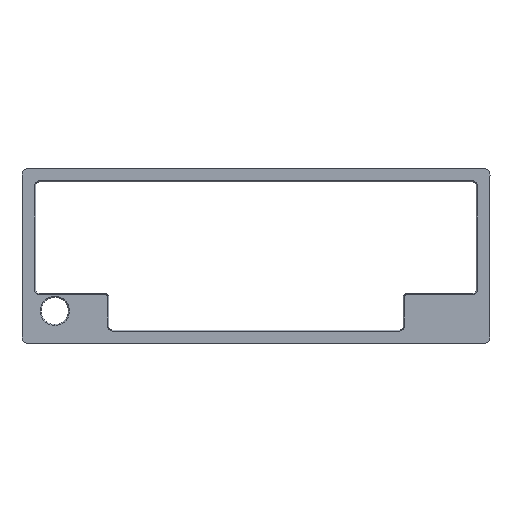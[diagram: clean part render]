
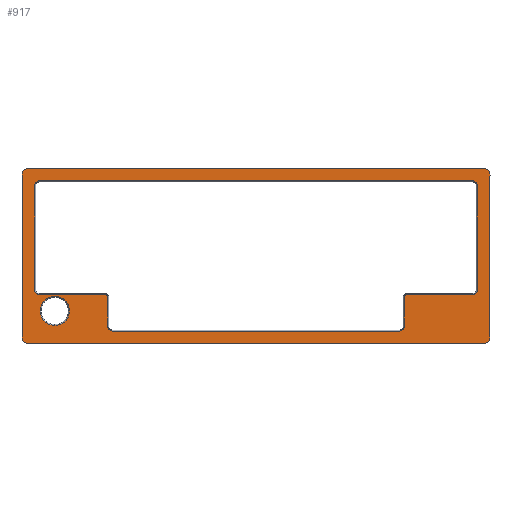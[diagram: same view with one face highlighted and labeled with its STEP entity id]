
A CAD part, top view. The second image highlights one B-rep face of the part: STEP entity #917.
In plain terms, the highlighted planar face has unit normal (0, 0, 1).
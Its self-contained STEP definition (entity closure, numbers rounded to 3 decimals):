
#36=FACE_BOUND('',#140,.T.);
#37=FACE_BOUND('',#141,.T.);
#48=PLANE('',#981);
#79=FACE_OUTER_BOUND('',#139,.T.);
#139=EDGE_LOOP('',(#645,#646,#647,#648,#649,#650,#651,#652));
#140=EDGE_LOOP('',(#653,#654,#655,#656,#657,#658,#659,#660,#661,#662,#663,
#664,#665,#666,#667,#668));
#141=EDGE_LOOP('',(#669));
#211=LINE('',#1407,#293);
#212=LINE('',#1411,#294);
#213=LINE('',#1415,#295);
#214=LINE('',#1418,#296);
#215=LINE('',#1421,#297);
#216=LINE('',#1425,#298);
#217=LINE('',#1429,#299);
#218=LINE('',#1433,#300);
#219=LINE('',#1437,#301);
#220=LINE('',#1441,#302);
#221=LINE('',#1445,#303);
#222=LINE('',#1449,#304);
#293=VECTOR('',#1102,10.);
#294=VECTOR('',#1105,10.);
#295=VECTOR('',#1108,10.);
#296=VECTOR('',#1111,10.);
#297=VECTOR('',#1112,10.);
#298=VECTOR('',#1115,10.);
#299=VECTOR('',#1118,10.);
#300=VECTOR('',#1121,10.);
#301=VECTOR('',#1124,10.);
#302=VECTOR('',#1127,10.);
#303=VECTOR('',#1130,10.);
#304=VECTOR('',#1133,10.);
#374=CIRCLE('',#979,7.625);
#376=CIRCLE('',#982,3.5);
#377=CIRCLE('',#983,3.5);
#378=CIRCLE('',#984,3.5);
#379=CIRCLE('',#985,3.5);
#380=CIRCLE('',#986,2.5);
#381=CIRCLE('',#987,2.5);
#382=CIRCLE('',#988,2.5);
#383=CIRCLE('',#989,2.5);
#384=CIRCLE('',#990,1.5);
#385=CIRCLE('',#991,2.5);
#386=CIRCLE('',#992,2.5);
#387=CIRCLE('',#993,1.5);
#425=VERTEX_POINT('',#1397);
#427=VERTEX_POINT('',#1403);
#428=VERTEX_POINT('',#1404);
#429=VERTEX_POINT('',#1406);
#430=VERTEX_POINT('',#1408);
#431=VERTEX_POINT('',#1410);
#432=VERTEX_POINT('',#1412);
#433=VERTEX_POINT('',#1414);
#434=VERTEX_POINT('',#1416);
#435=VERTEX_POINT('',#1419);
#436=VERTEX_POINT('',#1420);
#437=VERTEX_POINT('',#1422);
#438=VERTEX_POINT('',#1424);
#439=VERTEX_POINT('',#1426);
#440=VERTEX_POINT('',#1428);
#441=VERTEX_POINT('',#1430);
#442=VERTEX_POINT('',#1432);
#443=VERTEX_POINT('',#1434);
#444=VERTEX_POINT('',#1436);
#445=VERTEX_POINT('',#1438);
#446=VERTEX_POINT('',#1440);
#447=VERTEX_POINT('',#1442);
#448=VERTEX_POINT('',#1444);
#449=VERTEX_POINT('',#1446);
#450=VERTEX_POINT('',#1448);
#508=EDGE_CURVE('',#425,#425,#374,.T.);
#511=EDGE_CURVE('',#427,#428,#376,.T.);
#512=EDGE_CURVE('',#428,#429,#211,.T.);
#513=EDGE_CURVE('',#429,#430,#377,.T.);
#514=EDGE_CURVE('',#430,#431,#212,.T.);
#515=EDGE_CURVE('',#431,#432,#378,.T.);
#516=EDGE_CURVE('',#432,#433,#213,.T.);
#517=EDGE_CURVE('',#433,#434,#379,.T.);
#518=EDGE_CURVE('',#434,#427,#214,.T.);
#519=EDGE_CURVE('',#435,#436,#215,.T.);
#520=EDGE_CURVE('',#437,#435,#380,.T.);
#521=EDGE_CURVE('',#438,#437,#216,.T.);
#522=EDGE_CURVE('',#439,#438,#381,.T.);
#523=EDGE_CURVE('',#440,#439,#217,.T.);
#524=EDGE_CURVE('',#441,#440,#382,.T.);
#525=EDGE_CURVE('',#442,#441,#218,.T.);
#526=EDGE_CURVE('',#443,#442,#383,.T.);
#527=EDGE_CURVE('',#444,#443,#219,.T.);
#528=EDGE_CURVE('',#445,#444,#384,.T.);
#529=EDGE_CURVE('',#446,#445,#220,.T.);
#530=EDGE_CURVE('',#447,#446,#385,.T.);
#531=EDGE_CURVE('',#448,#447,#221,.T.);
#532=EDGE_CURVE('',#449,#448,#386,.T.);
#533=EDGE_CURVE('',#450,#449,#222,.T.);
#534=EDGE_CURVE('',#436,#450,#387,.T.);
#645=ORIENTED_EDGE('',*,*,#511,.T.);
#646=ORIENTED_EDGE('',*,*,#512,.T.);
#647=ORIENTED_EDGE('',*,*,#513,.T.);
#648=ORIENTED_EDGE('',*,*,#514,.T.);
#649=ORIENTED_EDGE('',*,*,#515,.T.);
#650=ORIENTED_EDGE('',*,*,#516,.T.);
#651=ORIENTED_EDGE('',*,*,#517,.T.);
#652=ORIENTED_EDGE('',*,*,#518,.T.);
#653=ORIENTED_EDGE('',*,*,#519,.F.);
#654=ORIENTED_EDGE('',*,*,#520,.F.);
#655=ORIENTED_EDGE('',*,*,#521,.F.);
#656=ORIENTED_EDGE('',*,*,#522,.F.);
#657=ORIENTED_EDGE('',*,*,#523,.F.);
#658=ORIENTED_EDGE('',*,*,#524,.F.);
#659=ORIENTED_EDGE('',*,*,#525,.F.);
#660=ORIENTED_EDGE('',*,*,#526,.F.);
#661=ORIENTED_EDGE('',*,*,#527,.F.);
#662=ORIENTED_EDGE('',*,*,#528,.F.);
#663=ORIENTED_EDGE('',*,*,#529,.F.);
#664=ORIENTED_EDGE('',*,*,#530,.F.);
#665=ORIENTED_EDGE('',*,*,#531,.F.);
#666=ORIENTED_EDGE('',*,*,#532,.F.);
#667=ORIENTED_EDGE('',*,*,#533,.F.);
#668=ORIENTED_EDGE('',*,*,#534,.F.);
#669=ORIENTED_EDGE('',*,*,#508,.F.);
#917=ADVANCED_FACE('',(#79,#36,#37),#48,.T.);
#979=AXIS2_PLACEMENT_3D('',#1398,#1093,#1094);
#981=AXIS2_PLACEMENT_3D('',#1402,#1098,#1099);
#982=AXIS2_PLACEMENT_3D('',#1405,#1100,#1101);
#983=AXIS2_PLACEMENT_3D('',#1409,#1103,#1104);
#984=AXIS2_PLACEMENT_3D('',#1413,#1106,#1107);
#985=AXIS2_PLACEMENT_3D('',#1417,#1109,#1110);
#986=AXIS2_PLACEMENT_3D('',#1423,#1113,#1114);
#987=AXIS2_PLACEMENT_3D('',#1427,#1116,#1117);
#988=AXIS2_PLACEMENT_3D('',#1431,#1119,#1120);
#989=AXIS2_PLACEMENT_3D('',#1435,#1122,#1123);
#990=AXIS2_PLACEMENT_3D('',#1439,#1125,#1126);
#991=AXIS2_PLACEMENT_3D('',#1443,#1128,#1129);
#992=AXIS2_PLACEMENT_3D('',#1447,#1131,#1132);
#993=AXIS2_PLACEMENT_3D('',#1450,#1134,#1135);
#1093=DIRECTION('center_axis',(0.,0.,1.));
#1094=DIRECTION('ref_axis',(-1.,0.,0.));
#1098=DIRECTION('center_axis',(0.,0.,1.));
#1099=DIRECTION('ref_axis',(-1.,0.,0.));
#1100=DIRECTION('center_axis',(0.,0.,1.));
#1101=DIRECTION('ref_axis',(0.,-1.,0.));
#1102=DIRECTION('',(0.,1.,0.));
#1103=DIRECTION('center_axis',(0.,0.,1.));
#1104=DIRECTION('ref_axis',(1.,0.,0.));
#1105=DIRECTION('',(-1.,0.,0.));
#1106=DIRECTION('center_axis',(0.,0.,1.));
#1107=DIRECTION('ref_axis',(0.,1.,0.));
#1108=DIRECTION('',(0.,-1.,0.));
#1109=DIRECTION('center_axis',(0.,0.,1.));
#1110=DIRECTION('ref_axis',(-1.,0.,0.));
#1111=DIRECTION('',(1.,0.,0.));
#1112=DIRECTION('',(1.,0.,0.));
#1113=DIRECTION('center_axis',(0.,0.,1.));
#1114=DIRECTION('ref_axis',(-0.707,-0.707,0.));
#1115=DIRECTION('',(0.,-1.,0.));
#1116=DIRECTION('center_axis',(0.,0.,1.));
#1117=DIRECTION('ref_axis',(-0.707,0.707,0.));
#1118=DIRECTION('',(-1.,0.,0.));
#1119=DIRECTION('center_axis',(0.,0.,1.));
#1120=DIRECTION('ref_axis',(0.707,0.707,0.));
#1121=DIRECTION('',(0.,1.,0.));
#1122=DIRECTION('center_axis',(0.,0.,1.));
#1123=DIRECTION('ref_axis',(0.707,-0.707,0.));
#1124=DIRECTION('',(1.,0.,0.));
#1125=DIRECTION('center_axis',(0.,0.,-1.));
#1126=DIRECTION('ref_axis',(-0.707,0.707,0.));
#1127=DIRECTION('',(0.,1.,0.));
#1128=DIRECTION('center_axis',(0.,0.,1.));
#1129=DIRECTION('ref_axis',(0.707,-0.707,0.));
#1130=DIRECTION('',(1.,0.,0.));
#1131=DIRECTION('center_axis',(0.,0.,1.));
#1132=DIRECTION('ref_axis',(-0.707,-0.707,0.));
#1133=DIRECTION('',(0.,-1.,0.));
#1134=DIRECTION('center_axis',(0.,0.,-1.));
#1135=DIRECTION('ref_axis',(0.707,0.707,0.));
#1397=CARTESIAN_POINT('',(135.185,-143.84,9.4));
#1398=CARTESIAN_POINT('Origin',(127.56,-143.84,9.4));
#1402=CARTESIAN_POINT('Origin',(232.335,-115.265,9.4));
#1403=CARTESIAN_POINT('',(350.71,-160.94,9.4));
#1404=CARTESIAN_POINT('',(354.21,-157.44,9.4));
#1405=CARTESIAN_POINT('Origin',(350.71,-157.44,9.4));
#1406=CARTESIAN_POINT('',(354.21,-73.09,9.4));
#1407=CARTESIAN_POINT('',(354.21,-157.44,9.4));
#1408=CARTESIAN_POINT('',(350.71,-69.59,9.4));
#1409=CARTESIAN_POINT('Origin',(350.71,-73.09,9.4));
#1410=CARTESIAN_POINT('',(113.96,-69.59,9.4));
#1411=CARTESIAN_POINT('',(350.71,-69.59,9.4));
#1412=CARTESIAN_POINT('',(110.46,-73.09,9.4));
#1413=CARTESIAN_POINT('Origin',(113.96,-73.09,9.4));
#1414=CARTESIAN_POINT('',(110.46,-157.44,9.4));
#1415=CARTESIAN_POINT('',(110.46,-73.09,9.4));
#1416=CARTESIAN_POINT('',(113.96,-160.94,9.4));
#1417=CARTESIAN_POINT('Origin',(113.96,-157.44,9.4));
#1418=CARTESIAN_POINT('',(113.96,-160.94,9.4));
#1419=CARTESIAN_POINT('',(119.535,-135.315,9.4));
#1420=CARTESIAN_POINT('',(153.635,-135.315,9.4));
#1421=CARTESIAN_POINT('',(193.985,-135.315,9.4));
#1422=CARTESIAN_POINT('',(117.035,-132.815,9.4));
#1423=CARTESIAN_POINT('Origin',(119.535,-132.815,9.4));
#1424=CARTESIAN_POINT('',(117.035,-78.665,9.4));
#1425=CARTESIAN_POINT('',(117.035,-125.04,9.4));
#1426=CARTESIAN_POINT('',(119.535,-76.165,9.4));
#1427=CARTESIAN_POINT('Origin',(119.535,-78.665,9.4));
#1428=CARTESIAN_POINT('',(345.135,-76.165,9.4));
#1429=CARTESIAN_POINT('',(174.935,-76.165,9.4));
#1430=CARTESIAN_POINT('',(347.635,-78.665,9.4));
#1431=CARTESIAN_POINT('Origin',(345.135,-78.665,9.4));
#1432=CARTESIAN_POINT('',(347.635,-132.815,9.4));
#1433=CARTESIAN_POINT('',(347.635,-95.965,9.4));
#1434=CARTESIAN_POINT('',(345.135,-135.315,9.4));
#1435=CARTESIAN_POINT('Origin',(345.135,-132.815,9.4));
#1436=CARTESIAN_POINT('',(311.035,-135.315,9.4));
#1437=CARTESIAN_POINT('',(289.735,-135.315,9.4));
#1438=CARTESIAN_POINT('',(309.535,-136.815,9.4));
#1439=CARTESIAN_POINT('Origin',(311.035,-136.815,9.4));
#1440=CARTESIAN_POINT('',(309.535,-151.865,9.4));
#1441=CARTESIAN_POINT('',(309.535,-125.04,9.4));
#1442=CARTESIAN_POINT('',(307.035,-154.365,9.4));
#1443=CARTESIAN_POINT('Origin',(307.035,-151.865,9.4));
#1444=CARTESIAN_POINT('',(157.635,-154.365,9.4));
#1445=CARTESIAN_POINT('',(270.685,-154.365,9.4));
#1446=CARTESIAN_POINT('',(155.135,-151.865,9.4));
#1447=CARTESIAN_POINT('Origin',(157.635,-151.865,9.4));
#1448=CARTESIAN_POINT('',(155.135,-136.815,9.4));
#1449=CARTESIAN_POINT('',(155.135,-134.565,9.4));
#1450=CARTESIAN_POINT('Origin',(153.635,-136.815,9.4));
